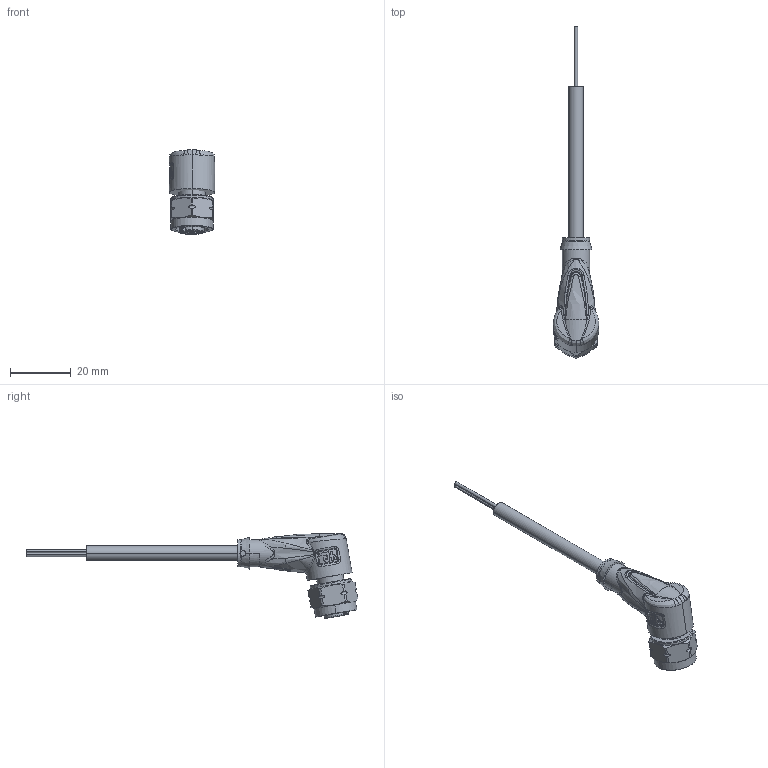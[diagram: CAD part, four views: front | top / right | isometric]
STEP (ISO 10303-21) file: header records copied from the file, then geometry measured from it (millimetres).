
FILE_DESCRIPTION(('STEP AP214'),'1');
FILE_NAME('cctmp_B8BD86BB-D7C9-41E7-9096-E50EC34515E6_2022_04_27_10_41_37_0350..stp','2022-04-27T08:41:42',('KiM GmbH'),('CADClick - www.CADClick.com'),'Spatial InterOp 3D postprocessed',' ','unknown authorization');
FILE_SCHEMA(('AUTOMOTIVE_DESIGN'));
Length unit declared in the file: millimetre
Products named in the file (7): T193329_1; Connection2; Cable; Connection1; Connection1_2; Connection1_1; T193329
Assembly tree (6 placements, depth 4):
  T193329
    T193329_1
      Connection2
      Cable
      Connection1
        Connection1_2
        Connection1_1
Bounding box: 15 x 109.68 x 28.05 mm (x, y, z)
Volume: 6822.5 mm3; surface area: 4873.7 mm2
Topology: 6 solids, 8 shells, 768 faces, 2007 edges, 1282 vertices
Faces by surface type: plane 326, cylinder 211, bspline 125, cone 62, torus 44
Entity records: 41281 total; most frequent: CARTESIAN_POINT 20752, ORIENTED_EDGE 4008, DIRECTION 3432, EDGE_CURVE 2004, VERTEX_POINT 1282, AXIS2_PLACEMENT_3D 1186, LINE 1060, VECTOR 1060
